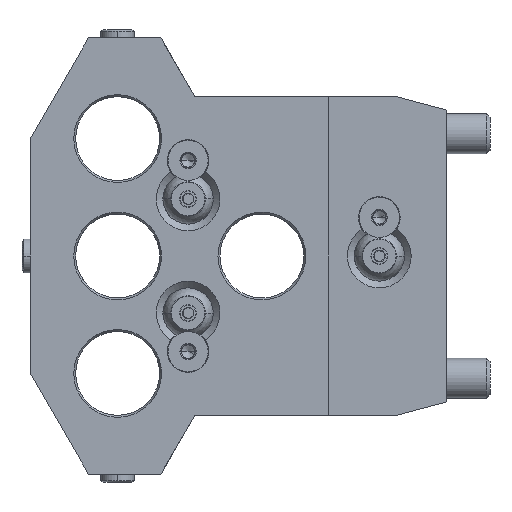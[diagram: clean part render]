
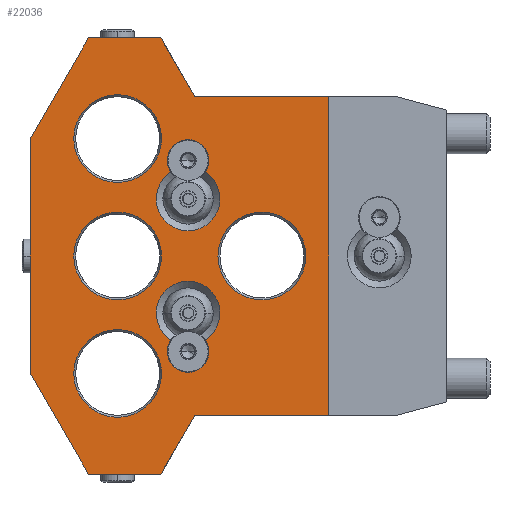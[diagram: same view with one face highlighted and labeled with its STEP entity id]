
A CAD part, left-side view. The second image highlights one B-rep face of the part: STEP entity #22036.
In plain terms, the highlighted planar face has unit normal (-1, 0, 0).
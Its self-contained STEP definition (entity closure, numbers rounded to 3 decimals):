
#299=DIRECTION('',(0.,0.5,0.866));
#300=VECTOR('',#299,34.641);
#301=CARTESIAN_POINT('',(-16.5,101.679,-65.));
#302=LINE('',#301,#300);
#303=DIRECTION('',(0.,0.,1.));
#304=VECTOR('',#303,70.);
#305=CARTESIAN_POINT('',(-16.5,119.,-35.));
#306=LINE('',#305,#304);
#307=DIRECTION('',(0.,0.5,-0.866));
#308=VECTOR('',#307,34.641);
#309=CARTESIAN_POINT('',(-16.5,101.679,65.));
#310=LINE('',#309,#308);
#311=DIRECTION('',(0.,0.5,0.866));
#312=VECTOR('',#311,20.207);
#313=CARTESIAN_POINT('',(-16.5,70.,47.5));
#314=LINE('',#313,#312);
#315=DIRECTION('',(0.,1.,0.));
#316=VECTOR('',#315,40.);
#317=CARTESIAN_POINT('',(-16.5,30.,47.5));
#318=LINE('',#317,#316);
#319=DIRECTION('',(0.,1.,0.));
#320=VECTOR('',#319,40.);
#321=CARTESIAN_POINT('',(-16.5,30.,-47.5));
#322=LINE('',#321,#320);
#323=DIRECTION('',(0.,0.5,-0.866));
#324=VECTOR('',#323,20.207);
#325=CARTESIAN_POINT('',(-16.5,70.,-47.5));
#326=LINE('',#325,#324);
#327=CARTESIAN_POINT('',(-16.5,50.,0.));
#328=DIRECTION('',(1.,0.,0.));
#329=DIRECTION('',(0.,1.,0.));
#330=AXIS2_PLACEMENT_3D('',#327,#328,#329);
#332=CARTESIAN_POINT('',(-16.5,50.,0.));
#333=DIRECTION('',(1.,0.,0.));
#334=DIRECTION('',(0.,-1.,0.));
#335=AXIS2_PLACEMENT_3D('',#332,#333,#334);
#337=CARTESIAN_POINT('',(-16.5,93.,-35.));
#338=DIRECTION('',(1.,0.,0.));
#339=DIRECTION('',(0.,1.,0.));
#340=AXIS2_PLACEMENT_3D('',#337,#338,#339);
#342=CARTESIAN_POINT('',(-16.5,93.,-35.));
#343=DIRECTION('',(1.,0.,0.));
#344=DIRECTION('',(0.,-1.,0.));
#345=AXIS2_PLACEMENT_3D('',#342,#343,#344);
#347=CARTESIAN_POINT('',(-16.5,93.,35.));
#348=DIRECTION('',(1.,0.,0.));
#349=DIRECTION('',(0.,1.,0.));
#350=AXIS2_PLACEMENT_3D('',#347,#348,#349);
#352=CARTESIAN_POINT('',(-16.5,93.,35.));
#353=DIRECTION('',(1.,0.,0.));
#354=DIRECTION('',(0.,-1.,0.));
#355=AXIS2_PLACEMENT_3D('',#352,#353,#354);
#357=CARTESIAN_POINT('',(-16.5,93.,0.));
#358=DIRECTION('',(1.,0.,0.));
#359=DIRECTION('',(0.,1.,0.));
#360=AXIS2_PLACEMENT_3D('',#357,#358,#359);
#362=CARTESIAN_POINT('',(-16.5,93.,0.));
#363=DIRECTION('',(1.,0.,0.));
#364=DIRECTION('',(0.,-1.,0.));
#365=AXIS2_PLACEMENT_3D('',#362,#363,#364);
#371=DIRECTION('',(0.,-1.,0.));
#372=VECTOR('',#371,21.576);
#373=CARTESIAN_POINT('',(-16.5,101.679,-65.));
#374=LINE('',#373,#372);
#1938=DIRECTION('',(0.,0.,1.));
#1939=VECTOR('',#1938,95.);
#1940=CARTESIAN_POINT('',(-16.5,30.,-47.5));
#1941=LINE('',#1940,#1939);
#2072=DIRECTION('',(0.,-1.,0.));
#2073=VECTOR('',#2072,21.576);
#2074=CARTESIAN_POINT('',(-16.5,101.679,65.));
#2075=LINE('',#2074,#2073);
#8701=CARTESIAN_POINT('',(-16.5,72.,-28.5));
#8702=DIRECTION('',(1.,0.,0.));
#8703=DIRECTION('',(0.,-0.826,0.564));
#8704=AXIS2_PLACEMENT_3D('',#8701,#8702,#8703);
#8721=CARTESIAN_POINT('',(-16.5,72.,-17.));
#8722=DIRECTION('',(1.,0.,0.));
#8723=DIRECTION('',(0.,0.539,-0.842));
#8724=AXIS2_PLACEMENT_3D('',#8721,#8722,#8723);
#8726=CARTESIAN_POINT('',(-16.5,66.881,-25.003));
#8773=CARTESIAN_POINT('',(-16.5,77.119,-25.003));
#9877=CARTESIAN_POINT('',(-16.5,77.119,25.003));
#9879=CARTESIAN_POINT('',(-16.5,72.,28.5));
#9880=DIRECTION('',(1.,0.,0.));
#9881=DIRECTION('',(0.,0.826,-0.564));
#9882=AXIS2_PLACEMENT_3D('',#9879,#9880,#9881);
#9884=CARTESIAN_POINT('',(-16.5,66.881,25.003));
#9907=CARTESIAN_POINT('',(-16.5,72.,17.));
#9908=DIRECTION('',(1.,0.,0.));
#9909=DIRECTION('',(0.,-0.539,0.842));
#9910=AXIS2_PLACEMENT_3D('',#9907,#9908,#9909);
#19390=CARTESIAN_POINT('',(-16.5,30.,47.5));
#19391=CARTESIAN_POINT('',(-16.5,70.,47.5));
#19392=VERTEX_POINT('',#19390);
#19393=VERTEX_POINT('',#19391);
#19394=CARTESIAN_POINT('',(-16.5,80.104,65.));
#19395=VERTEX_POINT('',#19394);
#19408=CARTESIAN_POINT('',(-16.5,80.104,-65.));
#19410=VERTEX_POINT('',#19408);
#19418=CARTESIAN_POINT('',(-16.5,30.,-47.5));
#19419=CARTESIAN_POINT('',(-16.5,70.,-47.5));
#19420=VERTEX_POINT('',#19418);
#19421=VERTEX_POINT('',#19419);
#19431=CARTESIAN_POINT('',(-16.5,101.679,65.));
#19433=VERTEX_POINT('',#19431);
#19436=CARTESIAN_POINT('',(-16.5,119.,35.));
#19437=VERTEX_POINT('',#19436);
#19438=CARTESIAN_POINT('',(-16.5,101.679,-65.));
#19440=VERTEX_POINT('',#19438);
#19444=CARTESIAN_POINT('',(-16.5,119.,-35.));
#19445=VERTEX_POINT('',#19444);
#19701=VERTEX_POINT('',#8726);
#19702=VERTEX_POINT('',#8773);
#19727=VERTEX_POINT('',#9884);
#19728=VERTEX_POINT('',#9877);
#19915=CARTESIAN_POINT('',(-16.5,63.077,0.));
#19916=CARTESIAN_POINT('',(-16.5,36.923,0.));
#19917=VERTEX_POINT('',#19915);
#19918=VERTEX_POINT('',#19916);
#19923=CARTESIAN_POINT('',(-16.5,106.077,-35.));
#19924=CARTESIAN_POINT('',(-16.5,79.923,-35.));
#19925=VERTEX_POINT('',#19923);
#19926=VERTEX_POINT('',#19924);
#19931=CARTESIAN_POINT('',(-16.5,106.077,35.));
#19932=CARTESIAN_POINT('',(-16.5,79.923,35.));
#19933=VERTEX_POINT('',#19931);
#19934=VERTEX_POINT('',#19932);
#19971=CARTESIAN_POINT('',(-16.5,106.077,0.));
#19972=CARTESIAN_POINT('',(-16.5,79.923,0.));
#19973=VERTEX_POINT('',#19971);
#19974=VERTEX_POINT('',#19972);
#21974=CARTESIAN_POINT('',(-16.5,119.,-65.));
#21975=DIRECTION('',(-1.,0.,0.));
#21976=DIRECTION('',(0.,-1.,0.));
#21977=AXIS2_PLACEMENT_3D('',#21974,#21975,#21976);
#21978=PLANE('',#21977);
#21980=ORIENTED_EDGE('',*,*,#21979,.T.);
#21982=ORIENTED_EDGE('',*,*,#21981,.T.);
#21984=ORIENTED_EDGE('',*,*,#21983,.F.);
#21986=ORIENTED_EDGE('',*,*,#21985,.T.);
#21988=ORIENTED_EDGE('',*,*,#21987,.F.);
#21990=ORIENTED_EDGE('',*,*,#21989,.F.);
#21992=ORIENTED_EDGE('',*,*,#21991,.F.);
#21994=ORIENTED_EDGE('',*,*,#21993,.T.);
#21996=ORIENTED_EDGE('',*,*,#21995,.T.);
#21998=ORIENTED_EDGE('',*,*,#21997,.F.);
#21999=EDGE_LOOP('',(#21980,#21982,#21984,#21986,#21988,#21990,#21992,#21994,
#21996,#21998));
#22000=FACE_OUTER_BOUND('',#21999,.F.);
#22002=ORIENTED_EDGE('',*,*,#22001,.F.);
#22004=ORIENTED_EDGE('',*,*,#22003,.F.);
#22005=EDGE_LOOP('',(#22002,#22004));
#22006=FACE_BOUND('',#22005,.F.);
#22008=ORIENTED_EDGE('',*,*,#22007,.F.);
#22010=ORIENTED_EDGE('',*,*,#22009,.F.);
#22011=EDGE_LOOP('',(#22008,#22010));
#22012=FACE_BOUND('',#22011,.F.);
#22014=ORIENTED_EDGE('',*,*,#22013,.F.);
#22016=ORIENTED_EDGE('',*,*,#22015,.F.);
#22017=EDGE_LOOP('',(#22014,#22016));
#22018=FACE_BOUND('',#22017,.F.);
#22020=ORIENTED_EDGE('',*,*,#22019,.F.);
#22022=ORIENTED_EDGE('',*,*,#22021,.F.);
#22023=EDGE_LOOP('',(#22020,#22022));
#22024=FACE_BOUND('',#22023,.F.);
#22025=ORIENTED_EDGE('',*,*,#21964,.F.);
#22027=ORIENTED_EDGE('',*,*,#22026,.F.);
#22028=EDGE_LOOP('',(#22025,#22027));
#22029=FACE_BOUND('',#22028,.F.);
#22031=ORIENTED_EDGE('',*,*,#22030,.F.);
#22033=ORIENTED_EDGE('',*,*,#22032,.F.);
#22034=EDGE_LOOP('',(#22031,#22033));
#22035=FACE_BOUND('',#22034,.F.);
#22036=ADVANCED_FACE('',(#22000,#22006,#22012,#22018,#22024,#22029,#22035),
#21978,.T.);
#331=CIRCLE('',#330,13.077);
#336=CIRCLE('',#335,13.077);
#341=CIRCLE('',#340,13.077);
#346=CIRCLE('',#345,13.077);
#351=CIRCLE('',#350,13.077);
#356=CIRCLE('',#355,13.077);
#361=CIRCLE('',#360,13.077);
#366=CIRCLE('',#365,13.077);
#8705=CIRCLE('',#8704,6.2);
#8725=CIRCLE('',#8724,9.5);
#9883=CIRCLE('',#9882,6.2);
#9911=CIRCLE('',#9910,9.5);
#21964=EDGE_CURVE('',#19933,#19934,#351,.T.);
#21979=EDGE_CURVE('',#19440,#19445,#302,.T.);
#21981=EDGE_CURVE('',#19445,#19437,#306,.T.);
#21983=EDGE_CURVE('',#19433,#19437,#310,.T.);
#21985=EDGE_CURVE('',#19433,#19395,#2075,.T.);
#21987=EDGE_CURVE('',#19393,#19395,#314,.T.);
#21989=EDGE_CURVE('',#19392,#19393,#318,.T.);
#21991=EDGE_CURVE('',#19420,#19392,#1941,.T.);
#21993=EDGE_CURVE('',#19420,#19421,#322,.T.);
#21995=EDGE_CURVE('',#19421,#19410,#326,.T.);
#21997=EDGE_CURVE('',#19440,#19410,#374,.T.);
#22001=EDGE_CURVE('',#19701,#19702,#8705,.T.);
#22003=EDGE_CURVE('',#19702,#19701,#8725,.T.);
#22007=EDGE_CURVE('',#19727,#19728,#9911,.T.);
#22009=EDGE_CURVE('',#19728,#19727,#9883,.T.);
#22013=EDGE_CURVE('',#19917,#19918,#331,.T.);
#22015=EDGE_CURVE('',#19918,#19917,#336,.T.);
#22019=EDGE_CURVE('',#19925,#19926,#341,.T.);
#22021=EDGE_CURVE('',#19926,#19925,#346,.T.);
#22026=EDGE_CURVE('',#19934,#19933,#356,.T.);
#22030=EDGE_CURVE('',#19973,#19974,#361,.T.);
#22032=EDGE_CURVE('',#19974,#19973,#366,.T.);
